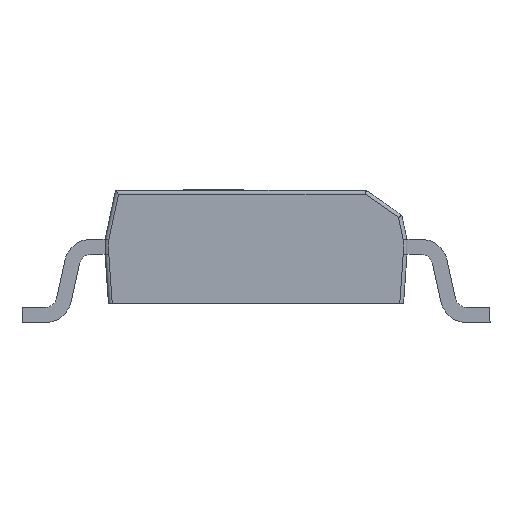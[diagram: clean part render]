
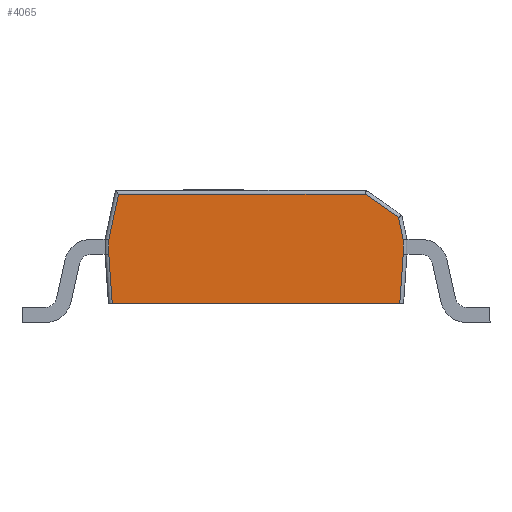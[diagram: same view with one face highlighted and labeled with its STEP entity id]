
A CAD part, left-side view. The second image highlights one B-rep face of the part: STEP entity #4065.
In plain terms, the highlighted face is planar.
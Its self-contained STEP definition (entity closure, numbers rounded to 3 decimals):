
#194=PLANE('',#4328);
#339=FACE_OUTER_BOUND('',#565,.T.);
#565=EDGE_LOOP('',(#2747,#2748,#2749,#2750,#2751,#2752,#2753,#2754,#2755));
#797=LINE('',#5634,#1231);
#819=LINE('',#5685,#1253);
#820=LINE('',#5688,#1254);
#821=LINE('',#5690,#1255);
#822=LINE('',#5692,#1256);
#823=LINE('',#5694,#1257);
#824=LINE('',#5696,#1258);
#825=LINE('',#5698,#1259);
#826=LINE('',#5699,#1260);
#1231=VECTOR('',#4624,1000.);
#1253=VECTOR('',#4662,1000.);
#1254=VECTOR('',#4665,1000.);
#1255=VECTOR('',#4666,1000.);
#1256=VECTOR('',#4667,1000.);
#1257=VECTOR('',#4668,1000.);
#1258=VECTOR('',#4669,1000.);
#1259=VECTOR('',#4670,1000.);
#1260=VECTOR('',#4671,1000.);
#1737=VERTEX_POINT('',#5631);
#1738=VERTEX_POINT('',#5633);
#1759=VERTEX_POINT('',#5683);
#1760=VERTEX_POINT('',#5687);
#1761=VERTEX_POINT('',#5689);
#1762=VERTEX_POINT('',#5691);
#1763=VERTEX_POINT('',#5693);
#1764=VERTEX_POINT('',#5695);
#1765=VERTEX_POINT('',#5697);
#2118=EDGE_CURVE('',#1738,#1737,#797,.T.);
#2144=EDGE_CURVE('',#1759,#1737,#819,.T.);
#2145=EDGE_CURVE('',#1759,#1760,#820,.T.);
#2146=EDGE_CURVE('',#1760,#1761,#821,.T.);
#2147=EDGE_CURVE('',#1761,#1762,#822,.T.);
#2148=EDGE_CURVE('',#1762,#1763,#823,.T.);
#2149=EDGE_CURVE('',#1763,#1764,#824,.T.);
#2150=EDGE_CURVE('',#1764,#1765,#825,.T.);
#2151=EDGE_CURVE('',#1765,#1738,#826,.T.);
#2747=ORIENTED_EDGE('',*,*,#2144,.F.);
#2748=ORIENTED_EDGE('',*,*,#2145,.T.);
#2749=ORIENTED_EDGE('',*,*,#2146,.T.);
#2750=ORIENTED_EDGE('',*,*,#2147,.T.);
#2751=ORIENTED_EDGE('',*,*,#2148,.T.);
#2752=ORIENTED_EDGE('',*,*,#2149,.T.);
#2753=ORIENTED_EDGE('',*,*,#2150,.T.);
#2754=ORIENTED_EDGE('',*,*,#2151,.T.);
#2755=ORIENTED_EDGE('',*,*,#2118,.T.);
#4065=ADVANCED_FACE('',(#339),#194,.T.);
#4328=AXIS2_PLACEMENT_3D('',#5686,#4663,#4664);
#4624=DIRECTION('',(0.,0.,-1.));
#4662=DIRECTION('',(0.,-0.998,0.07));
#4663=DIRECTION('center_axis',(1.,0.,0.));
#4664=DIRECTION('ref_axis',(0.,0.,-1.));
#4665=DIRECTION('',(0.,1.,0.));
#4666=DIRECTION('',(0.,0.978,0.208));
#4667=DIRECTION('',(0.,0.574,0.819));
#4668=DIRECTION('',(0.,0.,1.));
#4669=DIRECTION('',(0.,-0.978,0.208));
#4670=DIRECTION('',(0.,-1.,0.));
#4671=DIRECTION('',(0.,-0.998,-0.07));
#5631=CARTESIAN_POINT('',(2.5,-0.75,-1.904));
#5633=CARTESIAN_POINT('',(2.5,-0.75,1.904));
#5634=CARTESIAN_POINT('',(2.5,-0.75,2.));
#5683=CARTESIAN_POINT('',(2.5,-0.098,-1.95));
#5685=CARTESIAN_POINT('',(2.5,-0.743,-1.905));
#5686=CARTESIAN_POINT('Origin',(2.5,-0.75,-2.));
#5687=CARTESIAN_POINT('',(2.5,0.095,-1.95));
#5688=CARTESIAN_POINT('',(2.5,-0.75,-1.95));
#5689=CARTESIAN_POINT('',(2.5,0.391,-1.887));
#5690=CARTESIAN_POINT('',(2.5,0.095,-1.95));
#5691=CARTESIAN_POINT('',(2.5,0.7,-1.446));
#5692=CARTESIAN_POINT('',(2.5,0.391,-1.887));
#5693=CARTESIAN_POINT('',(2.5,0.7,1.821));
#5694=CARTESIAN_POINT('',(2.5,0.7,-2.));
#5695=CARTESIAN_POINT('',(2.5,0.095,1.95));
#5696=CARTESIAN_POINT('',(2.5,0.7,1.821));
#5697=CARTESIAN_POINT('',(2.5,-0.098,1.95));
#5698=CARTESIAN_POINT('',(2.5,-0.75,1.95));
#5699=CARTESIAN_POINT('',(2.5,-0.098,1.95));
